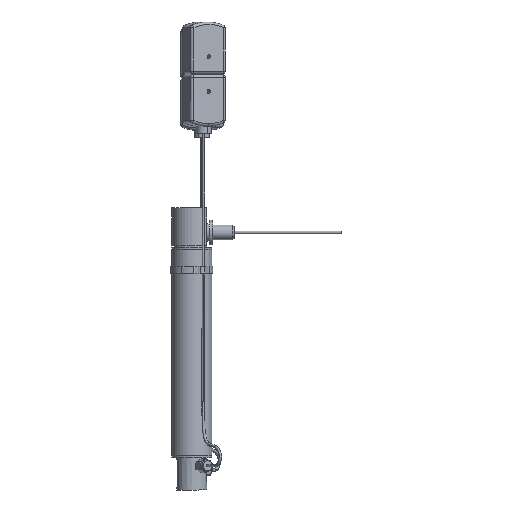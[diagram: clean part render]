
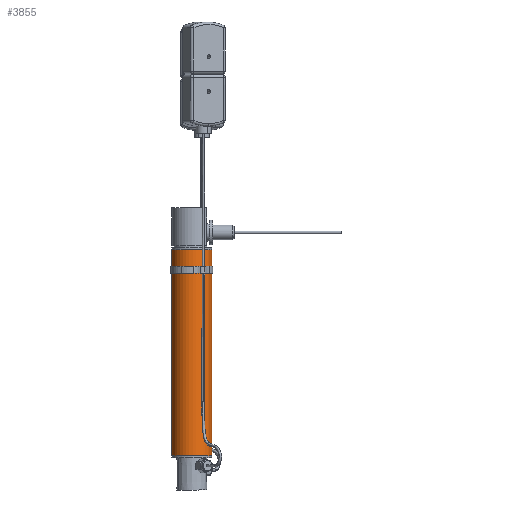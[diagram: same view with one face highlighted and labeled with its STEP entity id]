
A CAD part, front view. The second image highlights one B-rep face of the part: STEP entity #3855.
In plain terms, the highlighted cylindrical face has radius 12.7 mm (diameter 25.4 mm), a partial arc.
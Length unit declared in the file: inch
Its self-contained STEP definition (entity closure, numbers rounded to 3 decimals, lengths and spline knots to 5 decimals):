
#415 = CARTESIAN_POINT ( 'NONE',  ( 1.87804, 0.65484, 0.68338 ) ) ;
#1549 = DIRECTION ( 'NONE',  ( 0.999, 0.044, 0. ) ) ;
#2297 = VERTEX_POINT ( 'NONE', #8614 ) ;
#2758 = ORIENTED_EDGE ( 'NONE', *, *, #12813, .T. ) ;
#3072 = CARTESIAN_POINT ( 'NONE',  ( 1.87804, 0.65484, 0.68338 ) ) ;
#3668 = CARTESIAN_POINT ( 'NONE',  ( 1.87804, 0.65484, 5.87338 ) ) ;
#3855 = ADVANCED_FACE ( 'NONE', ( #10223 ), #9871, .T. ) ;
#4191 = EDGE_CURVE ( 'NONE', #2297, #6406, #10395, .T. ) ;
#4846 = DIRECTION ( 'NONE',  ( 0.999, 0.044, 0. ) ) ;
#5147 = CIRCLE ( 'NONE', #6090, 0.5 ) ;
#5183 = LINE ( 'NONE', #6217, #10925 ) ;
#6086 = VERTEX_POINT ( 'NONE', #13132 ) ;
#6090 = AXIS2_PLACEMENT_3D ( 'NONE', #415, #8409, #1549 ) ;
#6217 = CARTESIAN_POINT ( 'NONE',  ( 1.37853, 0.63268, 0.68338 ) ) ;
#6327 = CIRCLE ( 'NONE', #13674, 0.5 ) ;
#6406 = VERTEX_POINT ( 'NONE', #13796 ) ;
#7008 = VECTOR ( 'NONE', #8313, 39.37008 ) ;
#7508 = VERTEX_POINT ( 'NONE', #12408 ) ;
#7676 = DIRECTION ( 'NONE',  ( 0., 0., 1. ) ) ;
#8090 = CARTESIAN_POINT ( 'NONE',  ( 2.37755, 0.677, 0.68338 ) ) ;
#8313 = DIRECTION ( 'NONE',  ( 0., 0., 1. ) ) ;
#8409 = DIRECTION ( 'NONE',  ( 0., 0., 1. ) ) ;
#8614 = CARTESIAN_POINT ( 'NONE',  ( 2.37755, 0.677, 0.68338 ) ) ;
#9257 = EDGE_LOOP ( 'NONE', ( #11624, #2758, #10466, #10888 ) ) ;
#9648 = DIRECTION ( 'NONE',  ( 0., 0., 1. ) ) ;
#9871 = CYLINDRICAL_SURFACE ( 'NONE', #10956, 0.5 ) ;
#10223 = FACE_OUTER_BOUND ( 'NONE', #9257, .T. ) ;
#10395 = LINE ( 'NONE', #8090, #7008 ) ;
#10466 = ORIENTED_EDGE ( 'NONE', *, *, #4191, .T. ) ;
#10888 = ORIENTED_EDGE ( 'NONE', *, *, #14603, .T. ) ;
#10925 = VECTOR ( 'NONE', #9648, 39.37008 ) ;
#10956 = AXIS2_PLACEMENT_3D ( 'NONE', #3072, #7676, #12325 ) ;
#11074 = EDGE_CURVE ( 'NONE', #6086, #7508, #5183, .T. ) ;
#11624 = ORIENTED_EDGE ( 'NONE', *, *, #11074, .F. ) ;
#11735 = DIRECTION ( 'NONE',  ( 0., 0., -1. ) ) ;
#12325 = DIRECTION ( 'NONE',  ( 0.999, 0.044, 0. ) ) ;
#12408 = CARTESIAN_POINT ( 'NONE',  ( 1.37853, 0.63268, 5.87338 ) ) ;
#12813 = EDGE_CURVE ( 'NONE', #6086, #2297, #5147, .T. ) ;
#13132 = CARTESIAN_POINT ( 'NONE',  ( 1.37853, 0.63268, 0.68338 ) ) ;
#13674 = AXIS2_PLACEMENT_3D ( 'NONE', #3668, #11735, #4846 ) ;
#13796 = CARTESIAN_POINT ( 'NONE',  ( 2.37755, 0.677, 5.87338 ) ) ;
#14603 = EDGE_CURVE ( 'NONE', #6406, #7508, #6327, .T. ) ;
